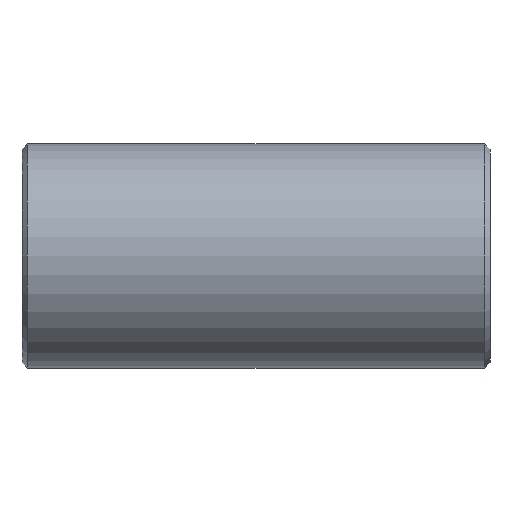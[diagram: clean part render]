
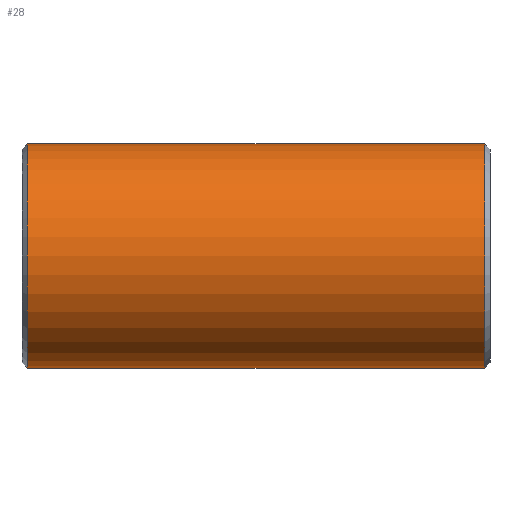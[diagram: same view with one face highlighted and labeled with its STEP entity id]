
A CAD part, front view. The second image highlights one B-rep face of the part: STEP entity #28.
In plain terms, the highlighted cylindrical face has radius 36.513 mm (diameter 73.025 mm), a partial arc.
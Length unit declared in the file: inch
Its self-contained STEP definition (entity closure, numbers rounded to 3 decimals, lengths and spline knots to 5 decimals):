
#3 = FACE_OUTER_BOUND ( 'NONE', #279, .T. ) ;
#9 = CARTESIAN_POINT ( 'NONE',  ( -2.93233, 0., 1.4375 ) ) ;
#11 = CARTESIAN_POINT ( 'NONE',  ( 0., 0., -1.4375 ) ) ;
#24 = VECTOR ( 'NONE', #581, 39.37008 ) ;
#27 = LINE ( 'NONE', #387, #456 ) ;
#28 = ADVANCED_FACE ( 'NONE', ( #3 ), #554, .T. ) ;
#31 = VERTEX_POINT ( 'NONE', #114 ) ;
#46 = EDGE_CURVE ( 'NONE', #469, #502, #27, .T. ) ;
#58 = VECTOR ( 'NONE', #250, 39.37008 ) ;
#61 = AXIS2_PLACEMENT_3D ( 'NONE', #434, #345, #248 ) ;
#71 = AXIS2_PLACEMENT_3D ( 'NONE', #436, #162, #113 ) ;
#97 = EDGE_CURVE ( 'NONE', #273, #401, #484, .T. ) ;
#113 = DIRECTION ( 'NONE',  ( 0., 0., 1. ) ) ;
#114 = CARTESIAN_POINT ( 'NONE',  ( 2.93233, 0., 1.4375 ) ) ;
#121 = ORIENTED_EDGE ( 'NONE', *, *, #46, .F. ) ;
#134 = VECTOR ( 'NONE', #378, 39.37008 ) ;
#137 = DIRECTION ( 'NONE',  ( -1., 0., 0. ) ) ;
#162 = DIRECTION ( 'NONE',  ( 1., 0., 0. ) ) ;
#178 = CARTESIAN_POINT ( 'NONE',  ( 3., 0., -1.4375 ) ) ;
#207 = VERTEX_POINT ( 'NONE', #590 ) ;
#225 = DIRECTION ( 'NONE',  ( 0., 0., -1. ) ) ;
#248 = DIRECTION ( 'NONE',  ( 0., 0., 1. ) ) ;
#250 = DIRECTION ( 'NONE',  ( -1., 0., 0. ) ) ;
#254 = EDGE_CURVE ( 'NONE', #502, #207, #367, .T. ) ;
#269 = CARTESIAN_POINT ( 'NONE',  ( 2.93233, 0., 0. ) ) ;
#273 = VERTEX_POINT ( 'NONE', #499 ) ;
#279 = EDGE_LOOP ( 'NONE', ( #121, #364, #556, #332, #543, #517 ) ) ;
#298 = EDGE_CURVE ( 'NONE', #469, #31, #300, .T. ) ;
#300 = CIRCLE ( 'NONE', #336, 1.4375 ) ;
#320 = CIRCLE ( 'NONE', #71, 1.4375 ) ;
#332 = ORIENTED_EDGE ( 'NONE', *, *, #97, .T. ) ;
#336 = AXIS2_PLACEMENT_3D ( 'NONE', #269, #137, #225 ) ;
#339 = CARTESIAN_POINT ( 'NONE',  ( 3., 0., 1.4375 ) ) ;
#345 = DIRECTION ( 'NONE',  ( -1., 0., 0. ) ) ;
#364 = ORIENTED_EDGE ( 'NONE', *, *, #298, .T. ) ;
#367 = LINE ( 'NONE', #178, #24 ) ;
#378 = DIRECTION ( 'NONE',  ( -1., 0., 0. ) ) ;
#387 = CARTESIAN_POINT ( 'NONE',  ( 3., 0., -1.4375 ) ) ;
#399 = EDGE_CURVE ( 'NONE', #31, #273, #507, .T. ) ;
#401 = VERTEX_POINT ( 'NONE', #9 ) ;
#434 = CARTESIAN_POINT ( 'NONE',  ( 3., 0., 0. ) ) ;
#436 = CARTESIAN_POINT ( 'NONE',  ( -2.93233, 0., 0. ) ) ;
#456 = VECTOR ( 'NONE', #569, 39.37008 ) ;
#467 = CARTESIAN_POINT ( 'NONE',  ( 3., 0., 1.4375 ) ) ;
#469 = VERTEX_POINT ( 'NONE', #518 ) ;
#484 = LINE ( 'NONE', #339, #58 ) ;
#499 = CARTESIAN_POINT ( 'NONE',  ( 0., 0., 1.4375 ) ) ;
#502 = VERTEX_POINT ( 'NONE', #11 ) ;
#507 = LINE ( 'NONE', #467, #134 ) ;
#517 = ORIENTED_EDGE ( 'NONE', *, *, #254, .F. ) ;
#518 = CARTESIAN_POINT ( 'NONE',  ( 2.93233, 0., -1.4375 ) ) ;
#543 = ORIENTED_EDGE ( 'NONE', *, *, #588, .T. ) ;
#554 = CYLINDRICAL_SURFACE ( 'NONE', #61, 1.4375 ) ;
#556 = ORIENTED_EDGE ( 'NONE', *, *, #399, .T. ) ;
#569 = DIRECTION ( 'NONE',  ( -1., 0., 0. ) ) ;
#581 = DIRECTION ( 'NONE',  ( -1., 0., 0. ) ) ;
#588 = EDGE_CURVE ( 'NONE', #401, #207, #320, .T. ) ;
#590 = CARTESIAN_POINT ( 'NONE',  ( -2.93233, 0., -1.4375 ) ) ;
